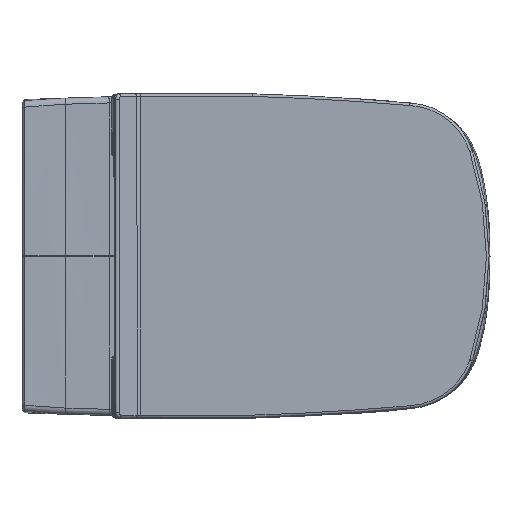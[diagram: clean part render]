
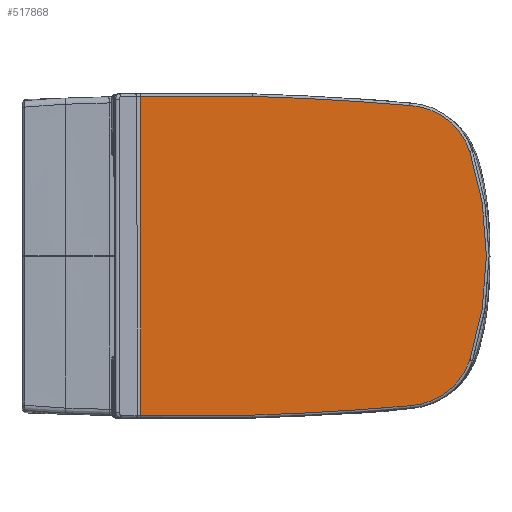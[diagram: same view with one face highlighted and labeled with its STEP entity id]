
A CAD part, top view. The second image highlights one B-rep face of the part: STEP entity #517868.
In plain terms, the highlighted face is planar.
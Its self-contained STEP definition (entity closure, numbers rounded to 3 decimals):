
#517190=CARTESIAN_POINT('',(-231.257,-5.689,66.744));
#517191=VERTEX_POINT('',#517190);
#517205=CARTESIAN_POINT('',(-162.092,-5.689,13.684));
#517206=VERTEX_POINT('',#517205);
#517207=CARTESIAN_POINT('',(-157.407,-5.689,91.401));
#517208=DIRECTION('',(0.,-1.,0.));
#517209=DIRECTION('',(-0.609,0.,-0.793));
#517210=AXIS2_PLACEMENT_3D('',#517207,#517208,#517209);
#517211=CIRCLE('',#517210,77.858);
#517212=EDGE_CURVE('',#517191,#517206,#517211,.T.);
#517240=CARTESIAN_POINT('',(19.436,-5.689,3.));
#517241=VERTEX_POINT('',#517240);
#517242=CARTESIAN_POINT('',(113.595,-5.689,3150.249));
#517243=DIRECTION('',(0.,-1.,0.));
#517244=DIRECTION('',(-0.059,0.,-0.998));
#517245=AXIS2_PLACEMENT_3D('',#517242,#517243,#517244);
#517246=CIRCLE('',#517245,3148.657);
#517247=EDGE_CURVE('',#517206,#517241,#517246,.T.);
#517274=CARTESIAN_POINT('',(148.84,-5.689,371.0));
#517275=VERTEX_POINT('',#517274);
#517283=CARTESIAN_POINT('',(19.435,-5.689,371.));
#517284=VERTEX_POINT('',#517283);
#517285=CARTESIAN_POINT('',(148.84,-5.689,371.0));
#517286=DIRECTION('',(-1.0,0.0,0.0));
#517287=VECTOR('',#517286,129.405);
#517288=LINE('',#517285,#517287);
#517289=EDGE_CURVE('',#517275,#517284,#517288,.T.);
#517664=CARTESIAN_POINT('',(148.84,-5.689,3.));
#517665=VERTEX_POINT('',#517664);
#517690=CARTESIAN_POINT('',(19.436,-5.689,3.));
#517691=DIRECTION('',(1.0,0.0,0.0));
#517692=VECTOR('',#517691,129.405);
#517693=LINE('',#517690,#517692);
#517694=EDGE_CURVE('',#517241,#517665,#517693,.T.);
#517717=CARTESIAN_POINT('',(-162.092,-5.689,360.316));
#517718=VERTEX_POINT('',#517717);
#517719=CARTESIAN_POINT('',(113.595,-5.689,-2776.249));
#517720=DIRECTION('',(0.,-1.,0.));
#517721=DIRECTION('',(-0.059,0.,0.998));
#517722=AXIS2_PLACEMENT_3D('',#517719,#517720,#517721);
#517723=CIRCLE('',#517722,3148.657);
#517724=EDGE_CURVE('',#517284,#517718,#517723,.T.);
#517749=CARTESIAN_POINT('',(-231.257,-5.689,307.256));
#517750=VERTEX_POINT('',#517749);
#517751=CARTESIAN_POINT('',(-157.407,-5.689,282.599));
#517752=DIRECTION('',(0.,-1.,0.));
#517753=DIRECTION('',(-0.609,0.,0.793));
#517754=AXIS2_PLACEMENT_3D('',#517751,#517752,#517753);
#517755=CIRCLE('',#517754,77.858);
#517756=EDGE_CURVE('',#517718,#517750,#517755,.T.);
#517800=CARTESIAN_POINT('',(138.161,-5.689,187.));
#517801=DIRECTION('',(0.0,-1.0,0.0));
#517802=DIRECTION('',(-1.0,0.0,0.0));
#517803=AXIS2_PLACEMENT_3D('',#517800,#517801,#517802);
#517804=CIRCLE('',#517803,388.498);
#517805=EDGE_CURVE('',#517750,#517191,#517804,.T.);
#517848=CARTESIAN_POINT('',(-254.405,-5.689,0.0));
#517849=DIRECTION('',(0.0,1.0,0.0));
#517850=DIRECTION('',(0.0,0.0,1.0));
#517851=AXIS2_PLACEMENT_3D('',#517848,#517849,#517850);
#517852=PLANE('',#517851);
#517853=ORIENTED_EDGE('',*,*,#517694,.F.);
#517854=ORIENTED_EDGE('',*,*,#517247,.F.);
#517855=ORIENTED_EDGE('',*,*,#517212,.F.);
#517856=ORIENTED_EDGE('',*,*,#517805,.F.);
#517857=ORIENTED_EDGE('',*,*,#517756,.F.);
#517858=ORIENTED_EDGE('',*,*,#517724,.F.);
#517859=ORIENTED_EDGE('',*,*,#517289,.F.);
#517860=CARTESIAN_POINT('',(148.84,-5.689,3.));
#517861=DIRECTION('',(0.0,0.0,1.0));
#517862=VECTOR('',#517861,368.0);
#517863=LINE('',#517860,#517862);
#517864=EDGE_CURVE('',#517665,#517275,#517863,.T.);
#517865=ORIENTED_EDGE('',*,*,#517864,.F.);
#517866=EDGE_LOOP('',(#517853,#517854,#517855,#517856,#517857,#517858,#517859,#517865));
#517867=FACE_OUTER_BOUND('',#517866,.T.);
#517868=ADVANCED_FACE('',(#517867),#517852,.T.);
